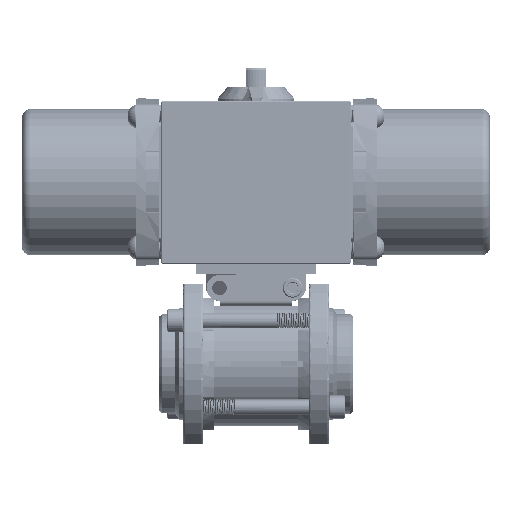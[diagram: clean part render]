
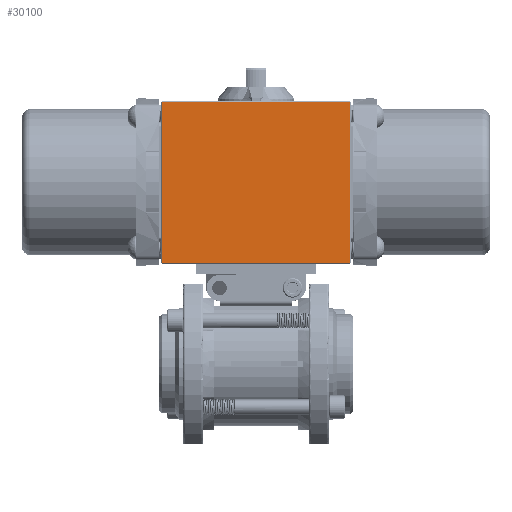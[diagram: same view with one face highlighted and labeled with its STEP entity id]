
A CAD part, top view. The second image highlights one B-rep face of the part: STEP entity #30100.
In plain terms, the highlighted planar face has unit normal (0, 0, 1).
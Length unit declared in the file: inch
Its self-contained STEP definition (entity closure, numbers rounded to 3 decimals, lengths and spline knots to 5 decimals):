
#5078 = FACE_OUTER_BOUND ( 'NONE', #214464, .T. ) ;
#9471 = LINE ( 'NONE', #191276, #137770 ) ;
#16424 = DIRECTION ( 'NONE',  ( 0., -1., 0. ) ) ;
#17465 = VECTOR ( 'NONE', #98474, 39.37008 ) ;
#27729 = CARTESIAN_POINT ( 'NONE',  ( 2.253, 6.303, 1.55 ) ) ;
#30100 = ADVANCED_FACE ( 'NONE', ( #5078 ), #200047, .F. ) ;
#30493 = VERTEX_POINT ( 'NONE', #131128 ) ;
#47283 = EDGE_CURVE ( 'NONE', #182553, #192427, #70287, .T. ) ;
#58431 = AXIS2_PLACEMENT_3D ( 'NONE', #183264, #116607, #16424 ) ;
#70287 = LINE ( 'NONE', #27729, #104323 ) ;
#71951 = EDGE_CURVE ( 'NONE', #213012, #182553, #82892, .T. ) ;
#74214 = DIRECTION ( 'NONE',  ( 0., -1., 0. ) ) ;
#77112 = CARTESIAN_POINT ( 'NONE',  ( -2.273, 2.423, 1.55 ) ) ;
#77639 = VECTOR ( 'NONE', #93919, 39.37008 ) ;
#78644 = CARTESIAN_POINT ( 'NONE',  ( 2.253, 6.283, 1.55 ) ) ;
#80589 = EDGE_CURVE ( 'NONE', #192427, #30493, #190253, .T. ) ;
#80942 = EDGE_CURVE ( 'NONE', #30493, #213012, #9471, .T. ) ;
#82892 = LINE ( 'NONE', #77112, #77639 ) ;
#92420 = ORIENTED_EDGE ( 'NONE', *, *, #80589, .T. ) ;
#93919 = DIRECTION ( 'NONE',  ( 1., 0., 0. ) ) ;
#98474 = DIRECTION ( 'NONE',  ( -1., 0., 0. ) ) ;
#104323 = VECTOR ( 'NONE', #144806, 39.37008 ) ;
#104686 = ORIENTED_EDGE ( 'NONE', *, *, #47283, .T. ) ;
#116607 = DIRECTION ( 'NONE',  ( 0., 0., -1. ) ) ;
#131128 = CARTESIAN_POINT ( 'NONE',  ( -2.253, 6.283, 1.55 ) ) ;
#135516 = ORIENTED_EDGE ( 'NONE', *, *, #80942, .T. ) ;
#137770 = VECTOR ( 'NONE', #74214, 39.37008 ) ;
#144806 = DIRECTION ( 'NONE',  ( 0., 1., 0. ) ) ;
#152347 = CARTESIAN_POINT ( 'NONE',  ( 2.253, 2.423, 1.55 ) ) ;
#171368 = ORIENTED_EDGE ( 'NONE', *, *, #71951, .T. ) ;
#176319 = CARTESIAN_POINT ( 'NONE',  ( -2.253, 2.423, 1.55 ) ) ;
#182553 = VERTEX_POINT ( 'NONE', #152347 ) ;
#183264 = CARTESIAN_POINT ( 'NONE',  ( -2.273, 6.303, 1.55 ) ) ;
#190253 = LINE ( 'NONE', #215568, #17465 ) ;
#191276 = CARTESIAN_POINT ( 'NONE',  ( -2.253, 2.403, 1.55 ) ) ;
#192427 = VERTEX_POINT ( 'NONE', #78644 ) ;
#200047 = PLANE ( 'NONE',  #58431 ) ;
#213012 = VERTEX_POINT ( 'NONE', #176319 ) ;
#214464 = EDGE_LOOP ( 'NONE', ( #104686, #92420, #135516, #171368 ) ) ;
#215568 = CARTESIAN_POINT ( 'NONE',  ( -2.273, 6.283, 1.55 ) ) ;
